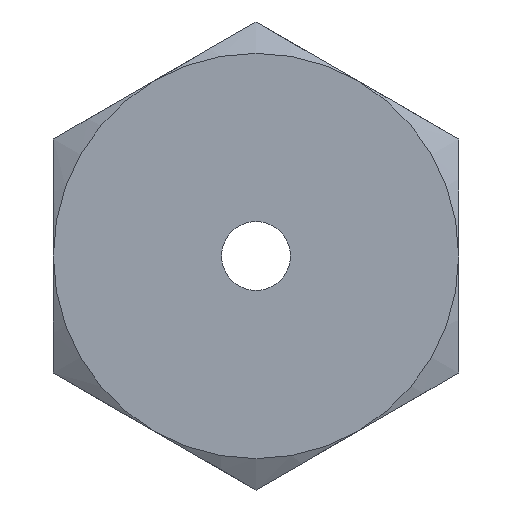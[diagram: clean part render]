
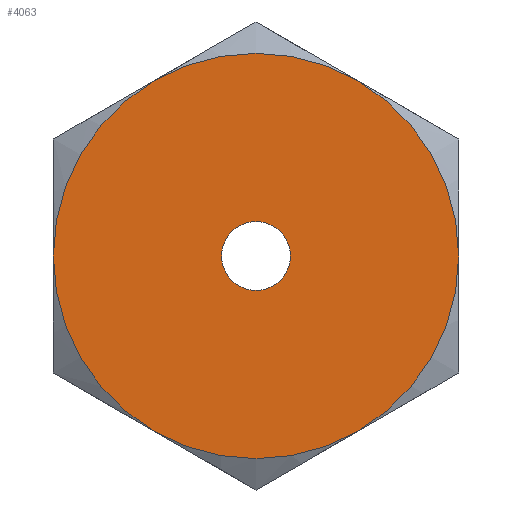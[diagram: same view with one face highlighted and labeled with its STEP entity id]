
A CAD part, left-side view. The second image highlights one B-rep face of the part: STEP entity #4063.
In plain terms, the highlighted planar face has unit normal (-1, 0, 0).
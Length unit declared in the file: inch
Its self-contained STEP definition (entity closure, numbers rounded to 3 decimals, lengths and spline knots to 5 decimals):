
#1730=CARTESIAN_POINT('',(-0.1,0.06175,
-0.10695));
#1745=CARTESIAN_POINT('',(-0.1,0.1235,0.));
#1774=CARTESIAN_POINT('',(-0.1,0.06175,
0.10695));
#1789=CARTESIAN_POINT('',(-0.1,0.,0.));
#1790=DIRECTION('',(-1.,0.,0.));
#1791=DIRECTION('',(0.,1.,0.));
#1792=AXIS2_PLACEMENT_3D('',#1789,#1790,#1791);
#1794=CARTESIAN_POINT('',(-0.1,0.,0.));
#1795=DIRECTION('',(-1.,0.,0.));
#1796=DIRECTION('',(0.,0.5,0.866));
#1797=AXIS2_PLACEMENT_3D('',#1794,#1795,#1796);
#1799=CARTESIAN_POINT('',(-0.1,0.,0.));
#1800=DIRECTION('',(-1.,0.,0.));
#1801=DIRECTION('',(0.,-0.5,0.866));
#1802=AXIS2_PLACEMENT_3D('',#1799,#1800,#1801);
#1804=CARTESIAN_POINT('',(-0.1,0.,0.));
#1805=DIRECTION('',(-1.,0.,0.));
#1806=DIRECTION('',(0.,-1.,0.));
#1807=AXIS2_PLACEMENT_3D('',#1804,#1805,#1806);
#1809=CARTESIAN_POINT('',(-0.1,0.,0.));
#1810=DIRECTION('',(-1.,0.,0.));
#1811=DIRECTION('',(0.,-0.5,-0.866));
#1812=AXIS2_PLACEMENT_3D('',#1809,#1810,#1811);
#1814=CARTESIAN_POINT('',(-0.1,0.,0.));
#1815=DIRECTION('',(-1.,0.,0.));
#1816=DIRECTION('',(0.,0.5,-0.866));
#1817=AXIS2_PLACEMENT_3D('',#1814,#1815,#1816);
#1819=CARTESIAN_POINT('',(-0.1,0.,0.));
#1820=DIRECTION('',(1.,0.,0.));
#1821=DIRECTION('',(0.,-1.,0.));
#1822=AXIS2_PLACEMENT_3D('',#1819,#1820,#1821);
#1824=CARTESIAN_POINT('',(-0.1,0.,0.));
#1825=DIRECTION('',(1.,0.,0.));
#1826=DIRECTION('',(0.,1.,0.));
#1827=AXIS2_PLACEMENT_3D('',#1824,#1825,#1826);
#1844=CARTESIAN_POINT('',(-0.1,-0.06175,
0.10695));
#1866=CARTESIAN_POINT('',(-0.1,-0.1235,0.));
#1888=CARTESIAN_POINT('',(-0.1,-0.06175,
-0.10695));
#1976=VERTEX_POINT('',#1730);
#1978=VERTEX_POINT('',#1745);
#1981=VERTEX_POINT('',#1774);
#1983=VERTEX_POINT('',#1844);
#1985=VERTEX_POINT('',#1866);
#1986=VERTEX_POINT('',#1888);
#1991=CARTESIAN_POINT('',(-0.1,-0.021,0.));
#1992=CARTESIAN_POINT('',(-0.1,0.021,0.));
#1993=VERTEX_POINT('',#1991);
#1994=VERTEX_POINT('',#1992);
#4044=CARTESIAN_POINT('',(-0.1,0.,0.));
#4045=DIRECTION('',(1.,0.,0.));
#4046=DIRECTION('',(0.,1.,0.));
#4047=AXIS2_PLACEMENT_3D('',#4044,#4045,#4046);
#4048=PLANE('',#4047);
#4049=ORIENTED_EDGE('',*,*,#3942,.F.);
#4050=ORIENTED_EDGE('',*,*,#4012,.F.);
#4051=ORIENTED_EDGE('',*,*,#4025,.F.);
#4052=ORIENTED_EDGE('',*,*,#4039,.F.);
#4053=ORIENTED_EDGE('',*,*,#3969,.F.);
#4054=ORIENTED_EDGE('',*,*,#3953,.F.);
#4055=EDGE_LOOP('',(#4049,#4050,#4051,#4052,#4053,#4054));
#4056=FACE_OUTER_BOUND('',#4055,.F.);
#4058=ORIENTED_EDGE('',*,*,#4057,.F.);
#4060=ORIENTED_EDGE('',*,*,#4059,.F.);
#4061=EDGE_LOOP('',(#4058,#4060));
#4062=FACE_BOUND('',#4061,.F.);
#1793=CIRCLE('',#1792,0.1235);
#1798=CIRCLE('',#1797,0.1235);
#1803=CIRCLE('',#1802,0.1235);
#1808=CIRCLE('',#1807,0.1235);
#1813=CIRCLE('',#1812,0.1235);
#1818=CIRCLE('',#1817,0.1235);
#1823=CIRCLE('',#1822,0.021);
#1828=CIRCLE('',#1827,0.021);
#3942=EDGE_CURVE('',#1978,#1976,#1793,.T.);
#3953=EDGE_CURVE('',#1976,#1986,#1818,.T.);
#3969=EDGE_CURVE('',#1986,#1985,#1813,.T.);
#4012=EDGE_CURVE('',#1981,#1978,#1798,.T.);
#4025=EDGE_CURVE('',#1983,#1981,#1803,.T.);
#4039=EDGE_CURVE('',#1985,#1983,#1808,.T.);
#4057=EDGE_CURVE('',#1993,#1994,#1823,.T.);
#4059=EDGE_CURVE('',#1994,#1993,#1828,.T.);
#4063=ADVANCED_FACE('',(#4056,#4062),#4048,.F.);
